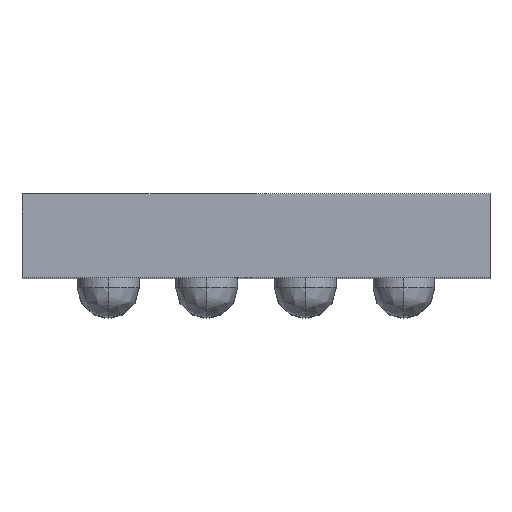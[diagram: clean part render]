
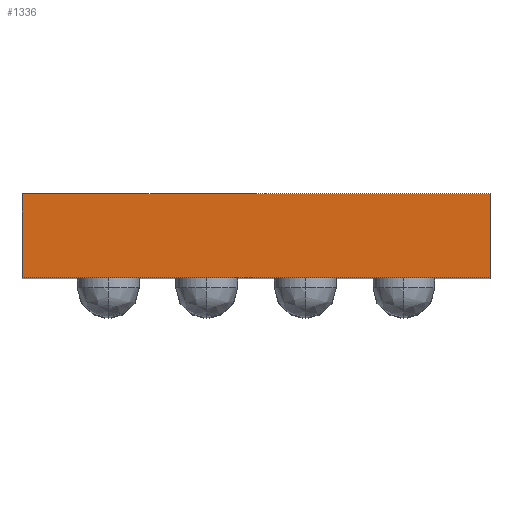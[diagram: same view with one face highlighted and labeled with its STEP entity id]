
A CAD part, top view. The second image highlights one B-rep face of the part: STEP entity #1336.
In plain terms, the highlighted planar face has unit normal (0, 0, 1).
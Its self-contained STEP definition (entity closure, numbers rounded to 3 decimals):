
#27 = VECTOR ( 'NONE', #3406, 1000. ) ;
#399 = ORIENTED_EDGE ( 'NONE', *, *, #4499, .F. ) ;
#470 = FACE_OUTER_BOUND ( 'NONE', #5347, .T. ) ;
#608 = CARTESIAN_POINT ( 'NONE',  ( 0.95, 0.34, 1.5 ) ) ;
#667 = DIRECTION ( 'NONE',  ( 0., -1., 0. ) ) ;
#1085 = DIRECTION ( 'NONE',  ( 0., 0., -1. ) ) ;
#1165 = LINE ( 'NONE', #2603, #1346 ) ;
#1227 = CARTESIAN_POINT ( 'NONE',  ( -0.95, 0., 1.5 ) ) ;
#1336 = ADVANCED_FACE ( 'NONE', ( #470 ), #1381, .F. ) ;
#1346 = VECTOR ( 'NONE', #3491, 1000. ) ;
#1381 = PLANE ( 'NONE',  #3829 ) ;
#1436 = ORIENTED_EDGE ( 'NONE', *, *, #3476, .T. ) ;
#1883 = CARTESIAN_POINT ( 'NONE',  ( 0.95, 0.34, 1.5 ) ) ;
#2168 = CARTESIAN_POINT ( 'NONE',  ( 0.95, 0., 1.5 ) ) ;
#2267 = ORIENTED_EDGE ( 'NONE', *, *, #2740, .T. ) ;
#2363 = ORIENTED_EDGE ( 'NONE', *, *, #5284, .F. ) ;
#2485 = CARTESIAN_POINT ( 'NONE',  ( -0.95, 0.34, 1.5 ) ) ;
#2513 = LINE ( 'NONE', #1227, #27 ) ;
#2596 = LINE ( 'NONE', #3108, #4988 ) ;
#2603 = CARTESIAN_POINT ( 'NONE',  ( 0., 0.34, 1.5 ) ) ;
#2644 = VERTEX_POINT ( 'NONE', #5181 ) ;
#2680 = DIRECTION ( 'NONE',  ( 0., -1., 0. ) ) ;
#2740 = EDGE_CURVE ( 'NONE', #4919, #3102, #1165, .T. ) ;
#2841 = LINE ( 'NONE', #608, #3898 ) ;
#3102 = VERTEX_POINT ( 'NONE', #4310 ) ;
#3108 = CARTESIAN_POINT ( 'NONE',  ( -0.95, 0.34, 1.5 ) ) ;
#3406 = DIRECTION ( 'NONE',  ( -1., 0., 0. ) ) ;
#3476 = EDGE_CURVE ( 'NONE', #3102, #2644, #2596, .T. ) ;
#3491 = DIRECTION ( 'NONE',  ( -1., 0., 0. ) ) ;
#3829 = AXIS2_PLACEMENT_3D ( 'NONE', #2485, #1085, #4581 ) ;
#3898 = VECTOR ( 'NONE', #667, 1000. ) ;
#4310 = CARTESIAN_POINT ( 'NONE',  ( -0.95, 0.34, 1.5 ) ) ;
#4378 = VERTEX_POINT ( 'NONE', #2168 ) ;
#4499 = EDGE_CURVE ( 'NONE', #4919, #4378, #2841, .T. ) ;
#4581 = DIRECTION ( 'NONE',  ( -1., 0., 0. ) ) ;
#4919 = VERTEX_POINT ( 'NONE', #1883 ) ;
#4988 = VECTOR ( 'NONE', #2680, 1000. ) ;
#5181 = CARTESIAN_POINT ( 'NONE',  ( -0.95, 0., 1.5 ) ) ;
#5284 = EDGE_CURVE ( 'NONE', #4378, #2644, #2513, .T. ) ;
#5347 = EDGE_LOOP ( 'NONE', ( #399, #2267, #1436, #2363 ) ) ;
